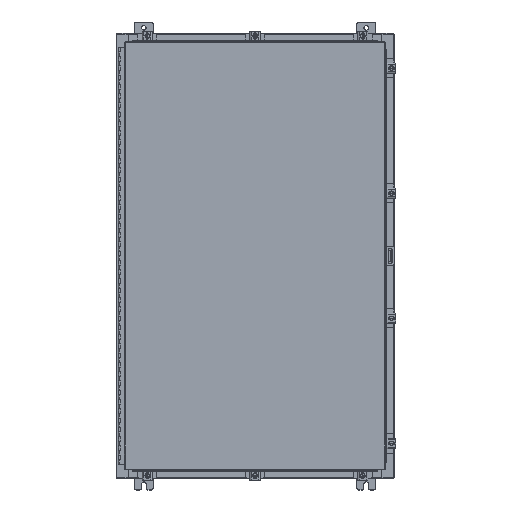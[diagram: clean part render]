
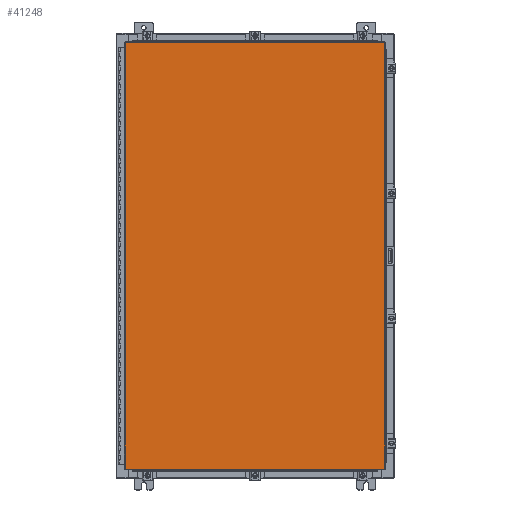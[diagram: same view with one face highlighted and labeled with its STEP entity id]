
A CAD part, top view. The second image highlights one B-rep face of the part: STEP entity #41248.
In plain terms, the highlighted planar face has unit normal (0, 0, 1).
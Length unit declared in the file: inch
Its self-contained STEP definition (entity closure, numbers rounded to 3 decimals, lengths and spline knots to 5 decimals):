
#443 = EDGE_CURVE ( 'NONE', #4469, #30434, #1948, .T. ) ;
#557 = VECTOR ( 'NONE', #51968, 39.37008 ) ;
#1948 = LINE ( 'NONE', #50291, #11486 ) ;
#2797 = CARTESIAN_POINT ( 'NONE',  ( 13.9903, 23.0063, 0. ) ) ;
#4469 = VERTEX_POINT ( 'NONE', #2797 ) ;
#4526 = DIRECTION ( 'NONE',  ( 0., 0., -1. ) ) ;
#9292 = CARTESIAN_POINT ( 'NONE',  ( 13.9903, -23.0063, 0. ) ) ;
#9462 = CARTESIAN_POINT ( 'NONE',  ( 13.9903, -23.0063, 0. ) ) ;
#9480 = DIRECTION ( 'NONE',  ( 0., 1., 0. ) ) ;
#11486 = VECTOR ( 'NONE', #48289, 39.37008 ) ;
#14580 = VERTEX_POINT ( 'NONE', #38187 ) ;
#15541 = VERTEX_POINT ( 'NONE', #9462 ) ;
#15542 = EDGE_CURVE ( 'NONE', #15541, #4469, #36239, .T. ) ;
#20620 = PLANE ( 'NONE',  #48631 ) ;
#20756 = CARTESIAN_POINT ( 'NONE',  ( -13.9903, -23.0063, 0. ) ) ;
#20967 = ORIENTED_EDGE ( 'NONE', *, *, #44945, .T. ) ;
#21614 = LINE ( 'NONE', #20756, #41681 ) ;
#24801 = DIRECTION ( 'NONE',  ( 1., 0., 0. ) ) ;
#24819 = ORIENTED_EDGE ( 'NONE', *, *, #443, .T. ) ;
#28686 = CARTESIAN_POINT ( 'NONE',  ( 0., 0., 0. ) ) ;
#30411 = ORIENTED_EDGE ( 'NONE', *, *, #15542, .T. ) ;
#30434 = VERTEX_POINT ( 'NONE', #43805 ) ;
#31472 = LINE ( 'NONE', #47951, #557 ) ;
#32711 = DIRECTION ( 'NONE',  ( -1., 0., 0. ) ) ;
#32956 = FACE_OUTER_BOUND ( 'NONE', #44993, .T. ) ;
#36239 = LINE ( 'NONE', #9292, #45642 ) ;
#38187 = CARTESIAN_POINT ( 'NONE',  ( -13.9903, -23.0063, 0. ) ) ;
#41248 = ADVANCED_FACE ( 'NONE', ( #32956 ), #20620, .F. ) ;
#41681 = VECTOR ( 'NONE', #24801, 39.37008 ) ;
#43805 = CARTESIAN_POINT ( 'NONE',  ( -13.9903, 23.0063, 0. ) ) ;
#44945 = EDGE_CURVE ( 'NONE', #30434, #14580, #31472, .T. ) ;
#44993 = EDGE_LOOP ( 'NONE', ( #48468, #30411, #24819, #20967 ) ) ;
#45642 = VECTOR ( 'NONE', #9480, 39.37008 ) ;
#47951 = CARTESIAN_POINT ( 'NONE',  ( -13.9903, 23.0063, 0. ) ) ;
#48289 = DIRECTION ( 'NONE',  ( -1., 0., 0. ) ) ;
#48468 = ORIENTED_EDGE ( 'NONE', *, *, #50395, .T. ) ;
#48631 = AXIS2_PLACEMENT_3D ( 'NONE', #28686, #4526, #32711 ) ;
#50291 = CARTESIAN_POINT ( 'NONE',  ( 13.9903, 23.0063, 0. ) ) ;
#50395 = EDGE_CURVE ( 'NONE', #14580, #15541, #21614, .T. ) ;
#51968 = DIRECTION ( 'NONE',  ( 0., -1., 0. ) ) ;
